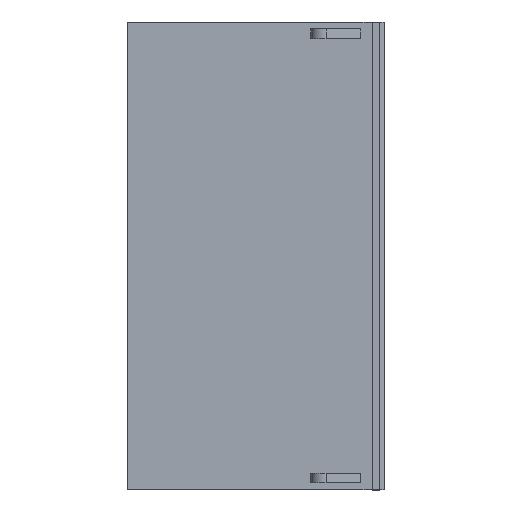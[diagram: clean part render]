
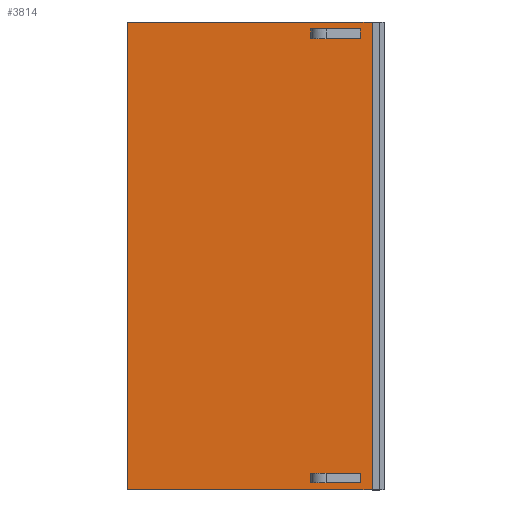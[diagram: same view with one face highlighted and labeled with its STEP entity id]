
A CAD part, top view. The second image highlights one B-rep face of the part: STEP entity #3814.
In plain terms, the highlighted free-form (B-spline) face has degree [1, 1] with [2, 2] control points.
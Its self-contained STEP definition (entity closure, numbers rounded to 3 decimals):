
#1713=CARTESIAN_POINT('',(-18.4,-4.75,7.45));
#1714=VERTEX_POINT('',#1713);
#1721=CARTESIAN_POINT('',(-17.6,-4.75,7.45));
#1722=VERTEX_POINT('',#1721);
#1728=CARTESIAN_POINT('',(-18.4,-4.75,7.45));
#1729=CARTESIAN_POINT('',(-17.6,-4.75,7.45));
#1730=B_SPLINE_CURVE_WITH_KNOTS('',1,(#1728,#1729),.UNSPECIFIED.,.F.,.U.,(2,2),(0.0,3.339),.UNSPECIFIED.);
#1731=EDGE_CURVE('',#1714,#1722,#1730,.T.);
#1741=CARTESIAN_POINT('',(-18.4,-4.99,7.45));
#1742=VERTEX_POINT('',#1741);
#1750=CARTESIAN_POINT('',(-17.6,-4.99,7.45));
#1751=VERTEX_POINT('',#1750);
#1752=CARTESIAN_POINT('',(-17.6,-4.99,7.45));
#1753=CARTESIAN_POINT('',(-18.4,-4.99,7.45));
#1754=B_SPLINE_CURVE_WITH_KNOTS('',1,(#1752,#1753),.UNSPECIFIED.,.F.,.U.,(2,2),(0.0,4.758),.UNSPECIFIED.);
#1755=EDGE_CURVE('',#1751,#1742,#1754,.T.);
#1830=CARTESIAN_POINT('',(-18.4,-7.903,7.45));
#1831=VERTEX_POINT('',#1830);
#1838=CARTESIAN_POINT('',(-17.6,-7.903,7.45));
#1839=VERTEX_POINT('',#1838);
#1845=CARTESIAN_POINT('',(-18.4,-7.903,7.45));
#1846=CARTESIAN_POINT('',(-17.6,-7.903,7.45));
#1847=QUASI_UNIFORM_CURVE('',1,(#1845,#1846),.UNSPECIFIED.,.F.,.U.);
#1848=EDGE_CURVE('',#1831,#1839,#1847,.T.);
#1858=CARTESIAN_POINT('',(-17.6,-8.75,7.45));
#1859=VERTEX_POINT('',#1858);
#1865=CARTESIAN_POINT('',(-17.6,-7.903,7.45));
#1866=CARTESIAN_POINT('',(-17.6,-8.75,7.45));
#1867=QUASI_UNIFORM_CURVE('',1,(#1865,#1866),.UNSPECIFIED.,.F.,.U.);
#1868=EDGE_CURVE('',#1839,#1859,#1867,.T.);
#1873=CARTESIAN_POINT('',(-17.6,-4.75,7.45));
#1874=CARTESIAN_POINT('',(-17.6,-4.99,7.45));
#1875=QUASI_UNIFORM_CURVE('',1,(#1873,#1874),.UNSPECIFIED.,.F.,.U.);
#1876=EDGE_CURVE('',#1722,#1751,#1875,.T.);
#1888=CARTESIAN_POINT('',(-18.4,-8.75,7.45));
#1889=VERTEX_POINT('',#1888);
#1895=CARTESIAN_POINT('',(-17.6,-8.75,7.45));
#1896=CARTESIAN_POINT('',(-18.4,-8.75,7.45));
#1897=QUASI_UNIFORM_CURVE('',1,(#1895,#1896),.UNSPECIFIED.,.F.,.U.);
#1898=EDGE_CURVE('',#1859,#1889,#1897,.T.);
#1910=CARTESIAN_POINT('',(-18.4,-8.75,7.45));
#1911=CARTESIAN_POINT('',(-18.4,-7.903,7.45));
#1912=QUASI_UNIFORM_CURVE('',1,(#1910,#1911),.UNSPECIFIED.,.F.,.U.);
#1913=EDGE_CURVE('',#1889,#1831,#1912,.T.);
#1918=CARTESIAN_POINT('',(-18.4,-4.99,7.45));
#1919=CARTESIAN_POINT('',(-18.4,-4.75,7.45));
#1920=QUASI_UNIFORM_CURVE('',1,(#1918,#1919),.UNSPECIFIED.,.F.,.U.);
#1921=EDGE_CURVE('',#1742,#1714,#1920,.T.);
#1995=CARTESIAN_POINT('',(17.6,-4.75,7.45));
#1996=VERTEX_POINT('',#1995);
#2003=CARTESIAN_POINT('',(18.4,-4.75,7.45));
#2004=VERTEX_POINT('',#2003);
#2010=CARTESIAN_POINT('',(17.6,-4.75,7.45));
#2011=CARTESIAN_POINT('',(18.4,-4.75,7.45));
#2012=B_SPLINE_CURVE_WITH_KNOTS('',1,(#2010,#2011),.UNSPECIFIED.,.F.,.U.,(2,2),(0.0,3.339),.UNSPECIFIED.);
#2013=EDGE_CURVE('',#1996,#2004,#2012,.T.);
#2023=CARTESIAN_POINT('',(17.6,-4.99,7.45));
#2024=VERTEX_POINT('',#2023);
#2032=CARTESIAN_POINT('',(18.4,-4.99,7.45));
#2033=VERTEX_POINT('',#2032);
#2034=CARTESIAN_POINT('',(18.4,-4.99,7.45));
#2035=CARTESIAN_POINT('',(17.6,-4.99,7.45));
#2036=B_SPLINE_CURVE_WITH_KNOTS('',1,(#2034,#2035),.UNSPECIFIED.,.F.,.U.,(2,2),(0.0,4.758),.UNSPECIFIED.);
#2037=EDGE_CURVE('',#2033,#2024,#2036,.T.);
#2112=CARTESIAN_POINT('',(17.6,-7.903,7.45));
#2113=VERTEX_POINT('',#2112);
#2120=CARTESIAN_POINT('',(18.4,-7.903,7.45));
#2121=VERTEX_POINT('',#2120);
#2127=CARTESIAN_POINT('',(17.6,-7.903,7.45));
#2128=CARTESIAN_POINT('',(18.4,-7.903,7.45));
#2129=QUASI_UNIFORM_CURVE('',1,(#2127,#2128),.UNSPECIFIED.,.F.,.U.);
#2130=EDGE_CURVE('',#2113,#2121,#2129,.T.);
#2140=CARTESIAN_POINT('',(18.4,-8.75,7.45));
#2141=VERTEX_POINT('',#2140);
#2147=CARTESIAN_POINT('',(18.4,-7.903,7.45));
#2148=CARTESIAN_POINT('',(18.4,-8.75,7.45));
#2149=QUASI_UNIFORM_CURVE('',1,(#2147,#2148),.UNSPECIFIED.,.F.,.U.);
#2150=EDGE_CURVE('',#2121,#2141,#2149,.T.);
#2155=CARTESIAN_POINT('',(18.4,-4.75,7.45));
#2156=CARTESIAN_POINT('',(18.4,-4.99,7.45));
#2157=QUASI_UNIFORM_CURVE('',1,(#2155,#2156),.UNSPECIFIED.,.F.,.U.);
#2158=EDGE_CURVE('',#2004,#2033,#2157,.T.);
#2170=CARTESIAN_POINT('',(17.6,-8.75,7.45));
#2171=VERTEX_POINT('',#2170);
#2177=CARTESIAN_POINT('',(18.4,-8.75,7.45));
#2178=CARTESIAN_POINT('',(17.6,-8.75,7.45));
#2179=QUASI_UNIFORM_CURVE('',1,(#2177,#2178),.UNSPECIFIED.,.F.,.U.);
#2180=EDGE_CURVE('',#2141,#2171,#2179,.T.);
#2192=CARTESIAN_POINT('',(17.6,-8.75,7.45));
#2193=CARTESIAN_POINT('',(17.6,-7.903,7.45));
#2194=QUASI_UNIFORM_CURVE('',1,(#2192,#2193),.UNSPECIFIED.,.F.,.U.);
#2195=EDGE_CURVE('',#2171,#2113,#2194,.T.);
#2200=CARTESIAN_POINT('',(17.6,-4.99,7.45));
#2201=CARTESIAN_POINT('',(17.6,-4.75,7.45));
#2202=QUASI_UNIFORM_CURVE('',1,(#2200,#2201),.UNSPECIFIED.,.F.,.U.);
#2203=EDGE_CURVE('',#2024,#1996,#2202,.T.);
#3707=CARTESIAN_POINT('',(-18.95,-9.7,7.45));
#3708=VERTEX_POINT('',#3707);
#3714=CARTESIAN_POINT('',(-18.95,10.1,7.45));
#3715=VERTEX_POINT('',#3714);
#3716=CARTESIAN_POINT('',(-18.95,-9.7,7.45));
#3717=CARTESIAN_POINT('',(-18.95,10.1,7.45));
#3718=QUASI_UNIFORM_CURVE('',1,(#3716,#3717),.UNSPECIFIED.,.F.,.U.);
#3719=EDGE_CURVE('',#3708,#3715,#3718,.T.);
#3746=CARTESIAN_POINT('',(18.95,10.1,7.45));
#3747=VERTEX_POINT('',#3746);
#3761=CARTESIAN_POINT('',(-18.95,10.1,7.45));
#3762=CARTESIAN_POINT('',(18.95,10.1,7.45));
#3763=B_SPLINE_CURVE_WITH_KNOTS('',1,(#3761,#3762),.UNSPECIFIED.,.F.,.U.,(2,2),(0.0,1.914),.UNSPECIFIED.);
#3764=EDGE_CURVE('',#3715,#3747,#3763,.T.);
#3769=CARTESIAN_POINT('',(18.95,-9.7,7.45));
#3770=CARTESIAN_POINT('',(18.95,10.1,7.45));
#3771=CARTESIAN_POINT('',(-18.95,-9.7,7.45));
#3772=CARTESIAN_POINT('',(-18.95,10.1,7.45));
#3773=B_SPLINE_SURFACE_WITH_KNOTS('',1,1,((#3769,#3771),(#3770,#3772)),.UNSPECIFIED.,.F.,.F.,.U.,(2,2),(2,2),(0.0,1.0),(0.0,1.914),.UNSPECIFIED.);
#3774=CARTESIAN_POINT('',(18.95,-9.7,7.45));
#3775=VERTEX_POINT('',#3774);
#3776=CARTESIAN_POINT('',(18.95,10.1,7.45));
#3777=CARTESIAN_POINT('',(18.95,-9.7,7.45));
#3778=QUASI_UNIFORM_CURVE('',1,(#3776,#3777),.UNSPECIFIED.,.F.,.U.);
#3779=EDGE_CURVE('',#3747,#3775,#3778,.T.);
#3780=ORIENTED_EDGE('',*,*,#3779,.F.);
#3781=ORIENTED_EDGE('',*,*,#3764,.F.);
#3782=ORIENTED_EDGE('',*,*,#3719,.F.);
#3783=CARTESIAN_POINT('',(18.95,-9.7,7.45));
#3784=CARTESIAN_POINT('',(-18.95,-9.7,7.45));
#3785=B_SPLINE_CURVE_WITH_KNOTS('',1,(#3783,#3784),.UNSPECIFIED.,.F.,.U.,(2,2),(0.0,168.444),.UNSPECIFIED.);
#3786=EDGE_CURVE('',#3775,#3708,#3785,.T.);
#3787=ORIENTED_EDGE('',*,*,#3786,.F.);
#3788=EDGE_LOOP('',(#3780,#3781,#3782,#3787));
#3789=FACE_OUTER_BOUND('',#3788,.T.);
#3790=ORIENTED_EDGE('',*,*,#2195,.T.);
#3791=ORIENTED_EDGE('',*,*,#2130,.T.);
#3792=ORIENTED_EDGE('',*,*,#2150,.T.);
#3793=ORIENTED_EDGE('',*,*,#2180,.T.);
#3794=EDGE_LOOP('',(#3790,#3791,#3792,#3793));
#3795=FACE_BOUND('',#3794,.T.);
#3796=ORIENTED_EDGE('',*,*,#2203,.T.);
#3797=ORIENTED_EDGE('',*,*,#2013,.T.);
#3798=ORIENTED_EDGE('',*,*,#2158,.T.);
#3799=ORIENTED_EDGE('',*,*,#2037,.T.);
#3800=EDGE_LOOP('',(#3796,#3797,#3798,#3799));
#3801=FACE_BOUND('',#3800,.T.);
#3802=ORIENTED_EDGE('',*,*,#1913,.T.);
#3803=ORIENTED_EDGE('',*,*,#1848,.T.);
#3804=ORIENTED_EDGE('',*,*,#1868,.T.);
#3805=ORIENTED_EDGE('',*,*,#1898,.T.);
#3806=EDGE_LOOP('',(#3802,#3803,#3804,#3805));
#3807=FACE_BOUND('',#3806,.T.);
#3808=ORIENTED_EDGE('',*,*,#1921,.T.);
#3809=ORIENTED_EDGE('',*,*,#1731,.T.);
#3810=ORIENTED_EDGE('',*,*,#1876,.T.);
#3811=ORIENTED_EDGE('',*,*,#1755,.T.);
#3812=EDGE_LOOP('',(#3808,#3809,#3810,#3811));
#3813=FACE_BOUND('',#3812,.T.);
#3814=ADVANCED_FACE('',(#3789,#3795,#3801,#3807,#3813),#3773,.T.);
